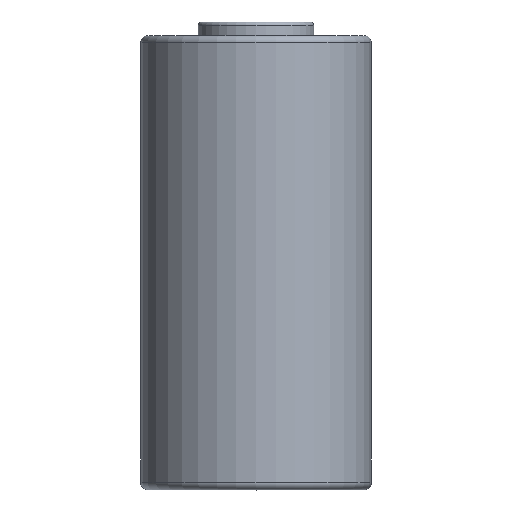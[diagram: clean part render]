
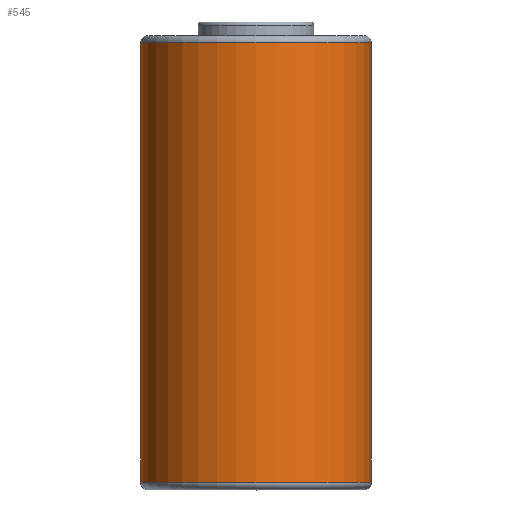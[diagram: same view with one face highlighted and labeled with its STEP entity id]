
A CAD part, top view. The second image highlights one B-rep face of the part: STEP entity #545.
In plain terms, the highlighted cylindrical face has radius 8.5 mm (diameter 17 mm), a full revolution.
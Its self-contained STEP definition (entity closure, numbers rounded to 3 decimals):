
#417 = EDGE_CURVE('',#418,#420,#422,.T.);
#418 = VERTEX_POINT('',#419);
#419 = CARTESIAN_POINT('',(-8.5,0.5,0.));
#420 = VERTEX_POINT('',#421);
#421 = CARTESIAN_POINT('',(0.,0.5,-8.5));
#422 = SURFACE_CURVE('',#423,(#428,#440),.PCURVE_S1.);
#423 = CIRCLE('',#424,8.5);
#424 = AXIS2_PLACEMENT_3D('',#425,#426,#427);
#425 = CARTESIAN_POINT('',(0.,0.5,0.));
#426 = DIRECTION('',(0.,-1.,0.));
#427 = DIRECTION('',(1.,0.,0.));
#428 = PCURVE('',#429,#434);
#429 = TOROIDAL_SURFACE('',#430,8.,0.5);
#430 = AXIS2_PLACEMENT_3D('',#431,#432,#433);
#431 = CARTESIAN_POINT('',(0.,0.5,0.));
#432 = DIRECTION('',(0.,1.,0.));
#433 = DIRECTION('',(0.,-0.,1.));
#434 = DEFINITIONAL_REPRESENTATION('',(#435),#439);
#435 = LINE('',#436,#437);
#436 = CARTESIAN_POINT('',(1.571,6.283));
#437 = VECTOR('',#438,1.);
#438 = DIRECTION('',(-1.,0.));
#439 = ( GEOMETRIC_REPRESENTATION_CONTEXT(2) 
PARAMETRIC_REPRESENTATION_CONTEXT() REPRESENTATION_CONTEXT('2D SPACE',''
  ) );
#440 = PCURVE('',#441,#446);
#441 = CYLINDRICAL_SURFACE('',#442,8.5);
#442 = AXIS2_PLACEMENT_3D('',#443,#444,#445);
#443 = CARTESIAN_POINT('',(0.,0.,0.));
#444 = DIRECTION('',(0.,1.,0.));
#445 = DIRECTION('',(1.,0.,0.));
#446 = DEFINITIONAL_REPRESENTATION('',(#447),#451);
#447 = LINE('',#448,#449);
#448 = CARTESIAN_POINT('',(6.283,0.5));
#449 = VECTOR('',#450,1.);
#450 = DIRECTION('',(-1.,0.));
#451 = ( GEOMETRIC_REPRESENTATION_CONTEXT(2) 
PARAMETRIC_REPRESENTATION_CONTEXT() REPRESENTATION_CONTEXT('2D SPACE',''
  ) );
#524 = EDGE_CURVE('',#420,#418,#525,.T.);
#525 = SURFACE_CURVE('',#526,(#531,#538),.PCURVE_S1.);
#526 = CIRCLE('',#527,8.5);
#527 = AXIS2_PLACEMENT_3D('',#528,#529,#530);
#528 = CARTESIAN_POINT('',(0.,0.5,0.));
#529 = DIRECTION('',(0.,-1.,0.));
#530 = DIRECTION('',(1.,0.,0.));
#531 = PCURVE('',#429,#532);
#532 = DEFINITIONAL_REPRESENTATION('',(#533),#537);
#533 = LINE('',#534,#535);
#534 = CARTESIAN_POINT('',(7.854,6.283));
#535 = VECTOR('',#536,1.);
#536 = DIRECTION('',(-1.,0.));
#537 = ( GEOMETRIC_REPRESENTATION_CONTEXT(2) 
PARAMETRIC_REPRESENTATION_CONTEXT() REPRESENTATION_CONTEXT('2D SPACE',''
  ) );
#538 = PCURVE('',#441,#539);
#539 = DEFINITIONAL_REPRESENTATION('',(#540),#544);
#540 = LINE('',#541,#542);
#541 = CARTESIAN_POINT('',(6.283,0.5));
#542 = VECTOR('',#543,1.);
#543 = DIRECTION('',(-1.,0.));
#544 = ( GEOMETRIC_REPRESENTATION_CONTEXT(2) 
PARAMETRIC_REPRESENTATION_CONTEXT() REPRESENTATION_CONTEXT('2D SPACE',''
  ) );
#545 = ADVANCED_FACE('',(#546),#441,.T.);
#546 = FACE_BOUND('',#547,.T.);
#547 = EDGE_LOOP('',(#548,#579,#603,#625,#646,#647,#648));
#548 = ORIENTED_EDGE('',*,*,#549,.F.);
#549 = EDGE_CURVE('',#550,#552,#554,.T.);
#550 = VERTEX_POINT('',#551);
#551 = CARTESIAN_POINT('',(8.5,33.,0.));
#552 = VERTEX_POINT('',#553);
#553 = CARTESIAN_POINT('',(-8.5,33.,0.));
#554 = SURFACE_CURVE('',#555,(#560,#567),.PCURVE_S1.);
#555 = CIRCLE('',#556,8.5);
#556 = AXIS2_PLACEMENT_3D('',#557,#558,#559);
#557 = CARTESIAN_POINT('',(0.,33.,0.));
#558 = DIRECTION('',(0.,1.,0.));
#559 = DIRECTION('',(-1.,0.,0.));
#560 = PCURVE('',#441,#561);
#561 = DEFINITIONAL_REPRESENTATION('',(#562),#566);
#562 = LINE('',#563,#564);
#563 = CARTESIAN_POINT('',(-3.142,33.));
#564 = VECTOR('',#565,1.);
#565 = DIRECTION('',(1.,0.));
#566 = ( GEOMETRIC_REPRESENTATION_CONTEXT(2) 
PARAMETRIC_REPRESENTATION_CONTEXT() REPRESENTATION_CONTEXT('2D SPACE',''
  ) );
#567 = PCURVE('',#568,#573);
#568 = TOROIDAL_SURFACE('',#569,8.,0.5);
#569 = AXIS2_PLACEMENT_3D('',#570,#571,#572);
#570 = CARTESIAN_POINT('',(0.,33.,0.));
#571 = DIRECTION('',(0.,-1.,0.));
#572 = DIRECTION('',(0.,0.,-1.));
#573 = DEFINITIONAL_REPRESENTATION('',(#574),#578);
#574 = LINE('',#575,#576);
#575 = CARTESIAN_POINT('',(4.712,6.283));
#576 = VECTOR('',#577,1.);
#577 = DIRECTION('',(-1.,0.));
#578 = ( GEOMETRIC_REPRESENTATION_CONTEXT(2) 
PARAMETRIC_REPRESENTATION_CONTEXT() REPRESENTATION_CONTEXT('2D SPACE',''
  ) );
#579 = ORIENTED_EDGE('',*,*,#580,.F.);
#580 = EDGE_CURVE('',#581,#550,#583,.T.);
#581 = VERTEX_POINT('',#582);
#582 = CARTESIAN_POINT('',(0.,33.,8.5));
#583 = SURFACE_CURVE('',#584,(#589,#596),.PCURVE_S1.);
#584 = CIRCLE('',#585,8.5);
#585 = AXIS2_PLACEMENT_3D('',#586,#587,#588);
#586 = CARTESIAN_POINT('',(0.,33.,0.));
#587 = DIRECTION('',(0.,1.,0.));
#588 = DIRECTION('',(-1.,0.,0.));
#589 = PCURVE('',#441,#590);
#590 = DEFINITIONAL_REPRESENTATION('',(#591),#595);
#591 = LINE('',#592,#593);
#592 = CARTESIAN_POINT('',(-3.142,33.));
#593 = VECTOR('',#594,1.);
#594 = DIRECTION('',(1.,0.));
#595 = ( GEOMETRIC_REPRESENTATION_CONTEXT(2) 
PARAMETRIC_REPRESENTATION_CONTEXT() REPRESENTATION_CONTEXT('2D SPACE',''
  ) );
#596 = PCURVE('',#568,#597);
#597 = DEFINITIONAL_REPRESENTATION('',(#598),#602);
#598 = LINE('',#599,#600);
#599 = CARTESIAN_POINT('',(4.712,6.283));
#600 = VECTOR('',#601,1.);
#601 = DIRECTION('',(-1.,0.));
#602 = ( GEOMETRIC_REPRESENTATION_CONTEXT(2) 
PARAMETRIC_REPRESENTATION_CONTEXT() REPRESENTATION_CONTEXT('2D SPACE',''
  ) );
#603 = ORIENTED_EDGE('',*,*,#604,.F.);
#604 = EDGE_CURVE('',#552,#581,#605,.T.);
#605 = SURFACE_CURVE('',#606,(#611,#618),.PCURVE_S1.);
#606 = CIRCLE('',#607,8.5);
#607 = AXIS2_PLACEMENT_3D('',#608,#609,#610);
#608 = CARTESIAN_POINT('',(0.,33.,0.));
#609 = DIRECTION('',(0.,1.,0.));
#610 = DIRECTION('',(-1.,0.,0.));
#611 = PCURVE('',#441,#612);
#612 = DEFINITIONAL_REPRESENTATION('',(#613),#617);
#613 = LINE('',#614,#615);
#614 = CARTESIAN_POINT('',(-3.142,33.));
#615 = VECTOR('',#616,1.);
#616 = DIRECTION('',(1.,0.));
#617 = ( GEOMETRIC_REPRESENTATION_CONTEXT(2) 
PARAMETRIC_REPRESENTATION_CONTEXT() REPRESENTATION_CONTEXT('2D SPACE',''
  ) );
#618 = PCURVE('',#568,#619);
#619 = DEFINITIONAL_REPRESENTATION('',(#620),#624);
#620 = LINE('',#621,#622);
#621 = CARTESIAN_POINT('',(-1.571,6.283));
#622 = VECTOR('',#623,1.);
#623 = DIRECTION('',(-1.,0.));
#624 = ( GEOMETRIC_REPRESENTATION_CONTEXT(2) 
PARAMETRIC_REPRESENTATION_CONTEXT() REPRESENTATION_CONTEXT('2D SPACE',''
  ) );
#625 = ORIENTED_EDGE('',*,*,#626,.T.);
#626 = EDGE_CURVE('',#552,#418,#627,.T.);
#627 = SEAM_CURVE('',#628,(#632,#639),.PCURVE_S1.);
#628 = LINE('',#629,#630);
#629 = CARTESIAN_POINT('',(-8.5,0.,0.));
#630 = VECTOR('',#631,1.);
#631 = DIRECTION('',(0.,-1.,0.));
#632 = PCURVE('',#441,#633);
#633 = DEFINITIONAL_REPRESENTATION('',(#634),#638);
#634 = LINE('',#635,#636);
#635 = CARTESIAN_POINT('',(-3.142,0.));
#636 = VECTOR('',#637,1.);
#637 = DIRECTION('',(0.,-1.));
#638 = ( GEOMETRIC_REPRESENTATION_CONTEXT(2) 
PARAMETRIC_REPRESENTATION_CONTEXT() REPRESENTATION_CONTEXT('2D SPACE',''
  ) );
#639 = PCURVE('',#441,#640);
#640 = DEFINITIONAL_REPRESENTATION('',(#641),#645);
#641 = LINE('',#642,#643);
#642 = CARTESIAN_POINT('',(3.142,0.));
#643 = VECTOR('',#644,1.);
#644 = DIRECTION('',(0.,-1.));
#645 = ( GEOMETRIC_REPRESENTATION_CONTEXT(2) 
PARAMETRIC_REPRESENTATION_CONTEXT() REPRESENTATION_CONTEXT('2D SPACE',''
  ) );
#646 = ORIENTED_EDGE('',*,*,#524,.F.);
#647 = ORIENTED_EDGE('',*,*,#417,.F.);
#648 = ORIENTED_EDGE('',*,*,#626,.F.);
